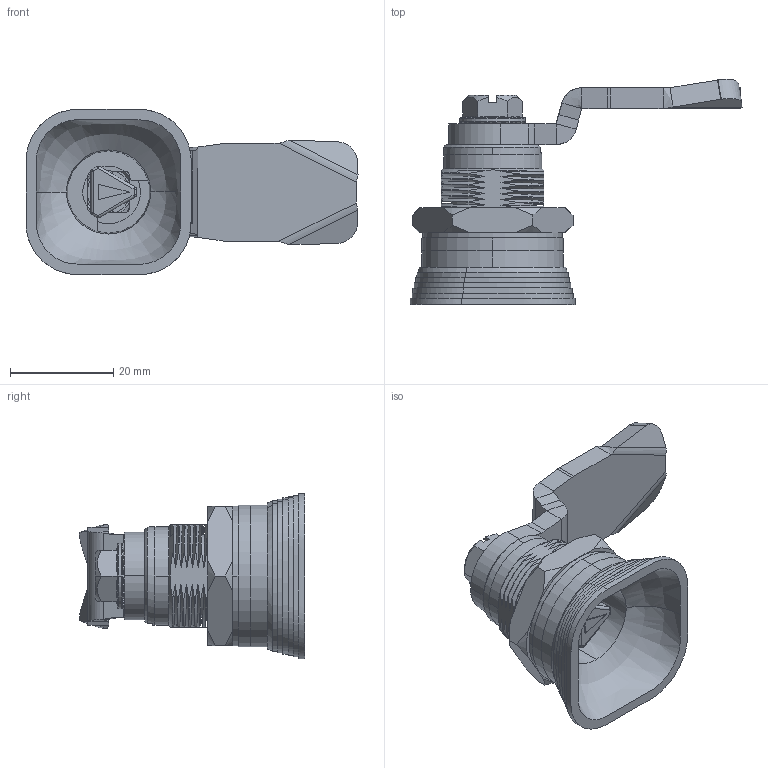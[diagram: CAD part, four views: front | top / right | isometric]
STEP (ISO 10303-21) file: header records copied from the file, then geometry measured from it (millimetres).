
FILE_DESCRIPTION (( 'STEP AP203' ), '1' );
FILE_NAME ('KT79.1.5.64.0.BOYALI.STEP', '2022-07-29T05:39:33', ( '' ), ( '' ), 'SwSTEP 2.0', 'SolidWorks 2021', '' );
FILE_SCHEMA (( 'CONFIG_CONTROL_DESIGN' ));
Length unit declared in the file: millimetre
Products named in the file (1): KT79.1.5.64.0.BOYALI
Bounding box: 64.34 x 43.65 x 32 mm (x, y, z)
Surface area: 9539.9 mm2 (no closed solid volume)
Topology: 0 solids, 30 shells, 304 faces, 960 edges, 676 vertices
Faces by surface type: plane 123, bspline 76, cylinder 61, cone 33, sphere 7, torus 4
Entity records: 37228 total; most frequent: CARTESIAN_POINT 29942, ORIENTED_EDGE 1615, DIRECTION 1113, EDGE_CURVE 956, VERTEX_POINT 676, LINE 411, VECTOR 411, AXIS2_PLACEMENT_3D 351
